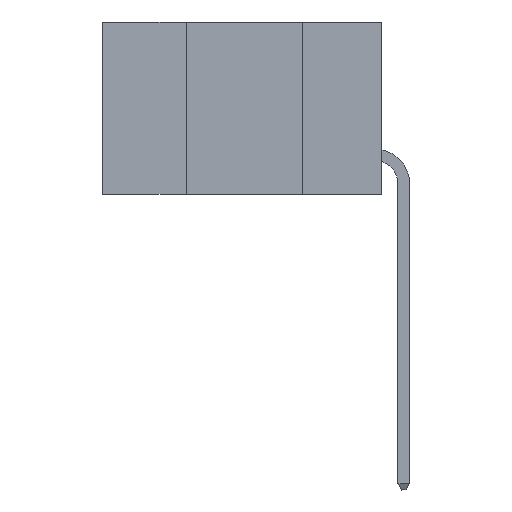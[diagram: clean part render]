
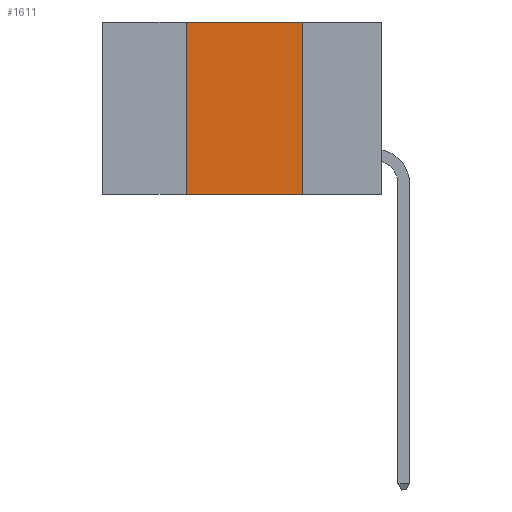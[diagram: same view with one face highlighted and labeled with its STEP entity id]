
A CAD part, left-side view. The second image highlights one B-rep face of the part: STEP entity #1611.
In plain terms, the highlighted planar face has unit normal (-1, 0, 0).
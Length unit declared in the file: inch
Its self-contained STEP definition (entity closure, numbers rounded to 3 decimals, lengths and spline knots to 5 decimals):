
#254 = CARTESIAN_POINT ( 'NONE',  ( 0., 0.42, 0. ) ) ;
#359 = ORIENTED_EDGE ( 'NONE', *, *, #7052, .T. ) ;
#470 = LINE ( 'NONE', #6974, #11104 ) ;
#502 = EDGE_LOOP ( 'NONE', ( #13503, #5853, #5860, #359 ) ) ;
#780 = CARTESIAN_POINT ( 'NONE',  ( 0., 0.6, -0.37 ) ) ;
#870 = CARTESIAN_POINT ( 'NONE',  ( 0., 0.17, 0. ) ) ;
#1202 = CARTESIAN_POINT ( 'NONE',  ( 0., 0.6, 0. ) ) ;
#1611 = ADVANCED_FACE ( 'NONE', ( #3748 ), #7154, .F. ) ;
#1865 = VERTEX_POINT ( 'NONE', #254 ) ;
#2340 = DIRECTION ( 'NONE',  ( 0., 0., -1. ) ) ;
#3147 = EDGE_CURVE ( 'NONE', #7853, #3389, #5443, .T. ) ;
#3389 = VERTEX_POINT ( 'NONE', #11731 ) ;
#3748 = FACE_OUTER_BOUND ( 'NONE', #502, .T. ) ;
#4286 = AXIS2_PLACEMENT_3D ( 'NONE', #1202, #8386, #2340 ) ;
#4423 = CARTESIAN_POINT ( 'NONE',  ( 0., 0.17, 0. ) ) ;
#5354 = LINE ( 'NONE', #9771, #14194 ) ;
#5443 = LINE ( 'NONE', #4423, #11463 ) ;
#5499 = DIRECTION ( 'NONE',  ( 0., -1., 0. ) ) ;
#5536 = EDGE_CURVE ( 'NONE', #8917, #1865, #5354, .T. ) ;
#5853 = ORIENTED_EDGE ( 'NONE', *, *, #12700, .F. ) ;
#5860 = ORIENTED_EDGE ( 'NONE', *, *, #5536, .F. ) ;
#6074 = DIRECTION ( 'NONE',  ( 0., 0., 1. ) ) ;
#6810 = CARTESIAN_POINT ( 'NONE',  ( 0., 0.42, -0.37 ) ) ;
#6974 = CARTESIAN_POINT ( 'NONE',  ( 0., 0.6, 0. ) ) ;
#7052 = EDGE_CURVE ( 'NONE', #8917, #3389, #9264, .T. ) ;
#7154 = PLANE ( 'NONE',  #4286 ) ;
#7853 = VERTEX_POINT ( 'NONE', #870 ) ;
#8386 = DIRECTION ( 'NONE',  ( 1., 0., 0. ) ) ;
#8917 = VERTEX_POINT ( 'NONE', #6810 ) ;
#9264 = LINE ( 'NONE', #780, #14142 ) ;
#9771 = CARTESIAN_POINT ( 'NONE',  ( 0., 0.42, 0. ) ) ;
#11104 = VECTOR ( 'NONE', #15411, 39.37008 ) ;
#11463 = VECTOR ( 'NONE', #15434, 39.37008 ) ;
#11731 = CARTESIAN_POINT ( 'NONE',  ( 0., 0.17, -0.37 ) ) ;
#12700 = EDGE_CURVE ( 'NONE', #1865, #7853, #470, .T. ) ;
#13503 = ORIENTED_EDGE ( 'NONE', *, *, #3147, .F. ) ;
#14142 = VECTOR ( 'NONE', #5499, 39.37008 ) ;
#14194 = VECTOR ( 'NONE', #6074, 39.37008 ) ;
#15411 = DIRECTION ( 'NONE',  ( 0., -1., 0. ) ) ;
#15434 = DIRECTION ( 'NONE',  ( 0., 0., -1. ) ) ;
